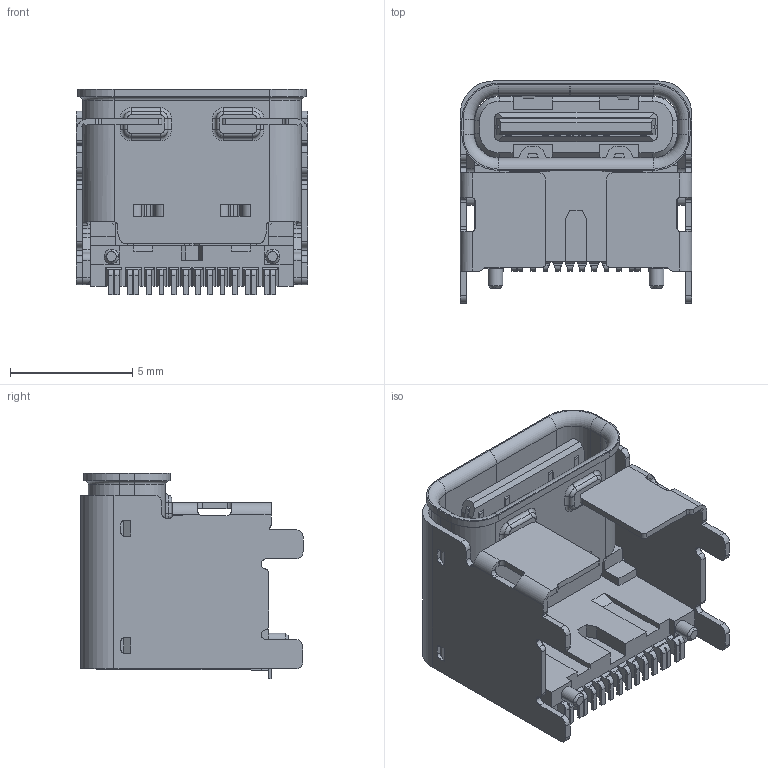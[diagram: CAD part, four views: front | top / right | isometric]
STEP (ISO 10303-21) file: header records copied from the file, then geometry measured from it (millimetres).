
FILE_DESCRIPTION(('STEP AP242'),'1');
FILE_NAME('2171800001.stp','2024-11-07T07:37:39',('TraceParts'),('TraceParts S.A.'),'Spatial InterOp 3D',' ',' ');
FILE_SCHEMA(('AP242_MANAGED_MODEL_BASED_3D_ENGINEERING_MIM_LF {1 0 10303 442 1 1 4}'));
Length unit declared in the file: millimetre
Products named in the file (1): 2171800001_1
Bounding box: 9.47 x 9.09 x 8.4 mm (x, y, z)
Volume: 235 mm3; surface area: 1044.8 mm2
Topology: 2 solids, 16 shells, 1297 faces, 3682 edges, 2510 vertices
Faces by surface type: plane 819, cylinder 346, torus 84, cone 32, bspline 16
Entity records: 42716 total; most frequent: CARTESIAN_POINT 8523, ORIENTED_EDGE 7196, DIRECTION 6985, EDGE_CURVE 3598, LINE 2603, VECTOR 2603, VERTEX_POINT 2342, AXIS2_PLACEMENT_3D 2191
